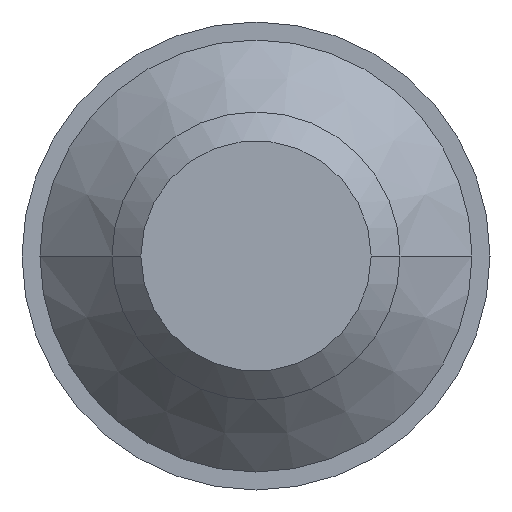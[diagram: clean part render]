
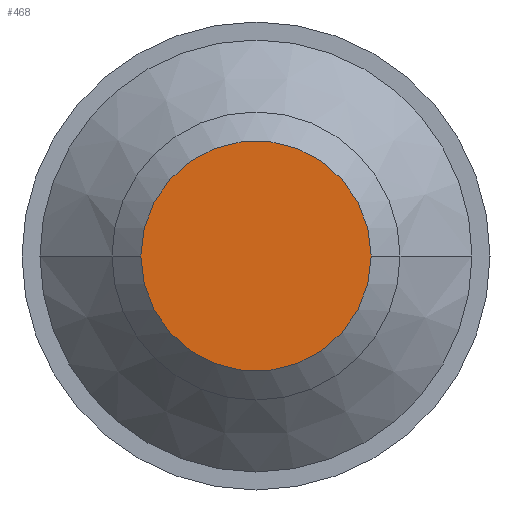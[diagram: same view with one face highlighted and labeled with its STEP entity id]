
A CAD part, left-side view. The second image highlights one B-rep face of the part: STEP entity #468.
In plain terms, the highlighted planar face has unit normal (-1, 0, 0).
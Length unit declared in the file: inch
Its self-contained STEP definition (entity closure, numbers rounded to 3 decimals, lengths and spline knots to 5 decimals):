
#9 = DIRECTION ( 'NONE',  ( 0., 1., 0. ) ) ;
#10 = DIRECTION ( 'NONE',  ( -1., 0., 0. ) ) ;
#12 = CARTESIAN_POINT ( 'NONE',  ( -39.18504, 0., 0. ) ) ;
#90 = CIRCLE ( 'NONE', #276, 0.06299 ) ;
#107 = DIRECTION ( 'NONE',  ( 0., 1., 0. ) ) ;
#111 = DIRECTION ( 'NONE',  ( -1., 0., 0. ) ) ;
#118 = CARTESIAN_POINT ( 'NONE',  ( -39.18504, 0., 0. ) ) ;
#128 = CIRCLE ( 'NONE', #287, 0.06299 ) ;
#276 = AXIS2_PLACEMENT_3D ( 'NONE', #12, #10, #9 ) ;
#287 = AXIS2_PLACEMENT_3D ( 'NONE', #118, #111, #107 ) ;
#402 = ORIENTED_EDGE ( 'NONE', *, *, #1065, .T. ) ;
#439 = AXIS2_PLACEMENT_3D ( 'NONE', #938, #935, #934 ) ;
#468 = ADVANCED_FACE ( 'NONE', ( #502 ), #984, .F. ) ;
#470 = VERTEX_POINT ( 'NONE', #964 ) ;
#502 = FACE_OUTER_BOUND ( 'NONE', #1171, .T. ) ;
#503 = ORIENTED_EDGE ( 'NONE', *, *, #1019, .T. ) ;
#712 = CARTESIAN_POINT ( 'NONE',  ( -39.18504, 0.06299, 0. ) ) ;
#934 = DIRECTION ( 'NONE',  ( 0., -1., 0. ) ) ;
#935 = DIRECTION ( 'NONE',  ( 1., 0., 0. ) ) ;
#938 = CARTESIAN_POINT ( 'NONE',  ( -39.18504, 0., 0.06299 ) ) ;
#964 = CARTESIAN_POINT ( 'NONE',  ( -39.18504, -0.06299, 0. ) ) ;
#984 = PLANE ( 'NONE',  #439 ) ;
#1019 = EDGE_CURVE ( 'NONE', #1201, #470, #128, .T. ) ;
#1065 = EDGE_CURVE ( 'NONE', #470, #1201, #90, .T. ) ;
#1171 = EDGE_LOOP ( 'NONE', ( #402, #503 ) ) ;
#1201 = VERTEX_POINT ( 'NONE', #712 ) ;
